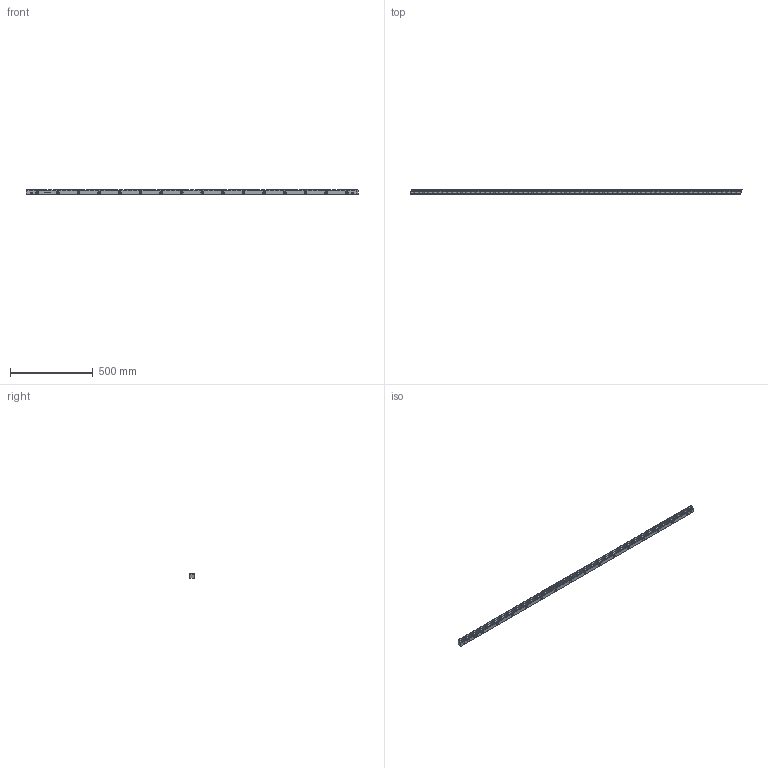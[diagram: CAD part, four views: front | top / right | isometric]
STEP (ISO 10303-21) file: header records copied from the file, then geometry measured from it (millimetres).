
FILE_DESCRIPTION (( 'STEP AP203' ), '1' );
FILE_NAME ('KRAMSAN30M3H.STEP', '2023-05-18T10:52:25', ( '' ), ( '' ), 'SwSTEP 2.0', 'SolidWorks 2020', '' );
FILE_SCHEMA (( 'CONFIG_CONTROL_DESIGN' ));
Length unit declared in the file: millimetre
Products named in the file (1): KRAMSAN30M3H
Bounding box: 2010.64 x 30 x 30 mm (x, y, z)
Volume: 1538119.5 mm3; surface area: 301843.4 mm2
Topology: 1 solids, 1 shells, 1587 faces, 4587 edges, 3034 vertices
Faces by surface type: plane 1390, cone 72, cylinder 68, bspline 57
Entity records: 54328 total; most frequent: CARTESIAN_POINT 12634, ORIENTED_EDGE 9174, DIRECTION 7743, EDGE_CURVE 4587, LINE 4265, VECTOR 4265, VERTEX_POINT 3034, AXIS2_PLACEMENT_3D 1739
